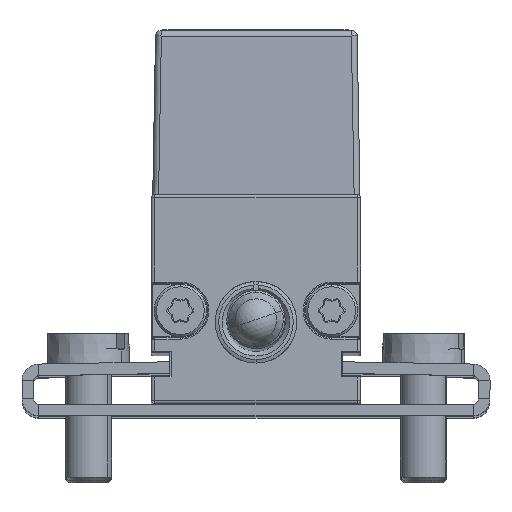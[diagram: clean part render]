
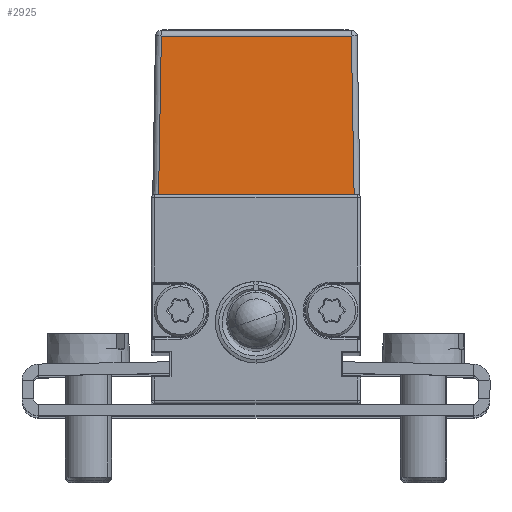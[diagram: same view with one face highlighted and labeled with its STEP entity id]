
A CAD part, top view. The second image highlights one B-rep face of the part: STEP entity #2925.
In plain terms, the highlighted planar face has unit normal (0, 0.018, 1).
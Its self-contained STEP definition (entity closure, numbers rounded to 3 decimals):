
#1705 = CARTESIAN_POINT ( 'NONE',  ( 8.426, 18., 161.009 ) ) ;
#1965 = CARTESIAN_POINT ( 'NONE',  ( 8.189, 31.583, 160.771 ) ) ;
#2925 = ADVANCED_FACE ( 'NONE', ( #31297 ), #31281, .T. ) ;
#3617 = VERTEX_POINT ( 'NONE', #1705 ) ;
#3877 = VERTEX_POINT ( 'NONE', #1965 ) ;
#4648 = VERTEX_POINT ( 'NONE', #23644 ) ;
#4662 = VERTEX_POINT ( 'NONE', #23658 ) ;
#5779 = EDGE_CURVE ( 'NONE', #3617, #3877, #27754, .T. ) ;
#5781 = EDGE_CURVE ( 'NONE', #3877, #4662, #27760, .T. ) ;
#5782 = EDGE_CURVE ( 'NONE', #4648, #3617, #27763, .T. ) ;
#5818 = EDGE_CURVE ( 'NONE', #4662, #4648, #27861, .T. ) ;
#8104 = ORIENTED_EDGE ( 'NONE', *, *, #5782, .T. ) ;
#8105 = ORIENTED_EDGE ( 'NONE', *, *, #5818, .T. ) ;
#8106 = ORIENTED_EDGE ( 'NONE', *, *, #5781, .T. ) ;
#8108 = ORIENTED_EDGE ( 'NONE', *, *, #5779, .T. ) ;
#11025 = EDGE_LOOP ( 'NONE', ( #8108, #8106, #8105, #8104 ) ) ;
#23644 = CARTESIAN_POINT ( 'NONE',  ( -8.366, 18., 161.009 ) ) ;
#23658 = CARTESIAN_POINT ( 'NONE',  ( -8.129, 31.583, 160.771 ) ) ;
#25876 = VECTOR ( 'NONE', #27757, 1000. ) ;
#25878 = VECTOR ( 'NONE', #27762, 1000. ) ;
#25879 = VECTOR ( 'NONE', #27765, 1000. ) ;
#25928 = VECTOR ( 'NONE', #27863, 1000. ) ;
#27754 = LINE ( 'NONE', #27756, #25876 ) ;
#27756 = CARTESIAN_POINT ( 'NONE',  ( 8.421, 18.302, 161.003 ) ) ;
#27757 = DIRECTION ( 'NONE',  ( -0.017, 1., -0.017 ) ) ;
#27760 = LINE ( 'NONE', #27761, #25878 ) ;
#27761 = CARTESIAN_POINT ( 'NONE',  ( -8.868, 31.583, 160.771 ) ) ;
#27762 = DIRECTION ( 'NONE',  ( -1., 0., 0. ) ) ;
#27763 = LINE ( 'NONE', #27764, #25879 ) ;
#27764 = CARTESIAN_POINT ( 'NONE',  ( -8.868, 18., 161.009 ) ) ;
#27765 = DIRECTION ( 'NONE',  ( 1., 0., 0. ) ) ;
#27861 = LINE ( 'NONE', #27862, #25928 ) ;
#27862 = CARTESIAN_POINT ( 'NONE',  ( -8.366, 17.991, 161.009 ) ) ;
#27863 = DIRECTION ( 'NONE',  ( -0.017, -1., 0.017 ) ) ;
#31281 = PLANE ( 'NONE',  #32210 ) ;
#31297 = FACE_OUTER_BOUND ( 'NONE', #11025, .T. ) ;
#31307 = CARTESIAN_POINT ( 'NONE',  ( -8.868, 18., 161.009 ) ) ;
#31308 = DIRECTION ( 'NONE',  ( 0., 0.017, 1. ) ) ;
#31309 = DIRECTION ( 'NONE',  ( 0., -1., 0.017 ) ) ;
#32210 = AXIS2_PLACEMENT_3D ( 'NONE', #31307, #31308, #31309 ) ;
